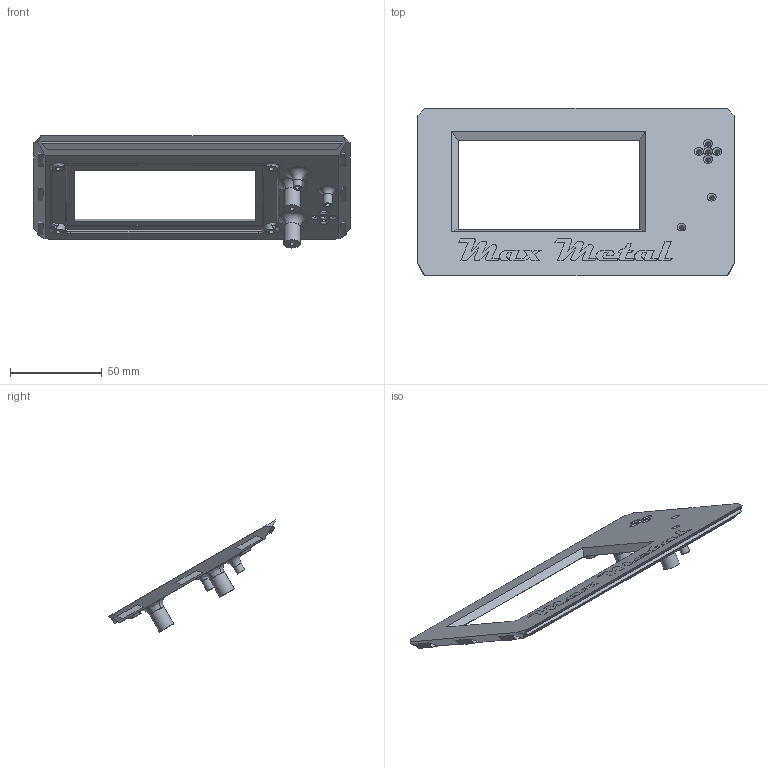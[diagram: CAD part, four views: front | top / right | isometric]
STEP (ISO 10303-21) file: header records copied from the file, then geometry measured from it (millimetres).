
FILE_DESCRIPTION(/* description */ (''),/* implementation_level */ '2;1');
FILE_NAME(/* name */ 'Panel_Front.step',/* time_stamp */ '2016-04-08T12:25:47-07:00',/* author */ (''),/* organization */ (''),/* preprocessor_version */ 'ST-DEVELOPER v16.2',/* originating_system */ 'Autodesk Translation Framework v4.3.0.3010',/* authorisation */ '');
FILE_SCHEMA (('AUTOMOTIVE_DESIGN { 1 0 10303 214 3 1 1 }'));
Length unit declared in the file: centimetre
Products named in the file (2): Panel_Front v12; Panel_Front
Assembly tree (1 placements, depth 2):
  Panel_Front v12
    Panel_Front
Bounding box: 171.75 x 90.93 x 60.9 mm (x, y, z)
Volume: 58878.6 mm3; surface area: 34616.6 mm2
Topology: 5 solids, 5 shells, 497 faces, 1379 edges, 891 vertices
Faces by surface type: plane 239, bspline 210, cylinder 19, torus 19, cone 10
Full cylindrical faces by diameter (mm): 2.8 x8, 3 x5, 4.8 x2, 6.38 x1, 9 x2
Entity records: 21256 total; most frequent: CARTESIAN_POINT 10240, ORIENTED_EDGE 2628, DIRECTION 1538, EDGE_CURVE 1312, VERTEX_POINT 872, LINE 800, VECTOR 800, EDGE_LOOP 566
